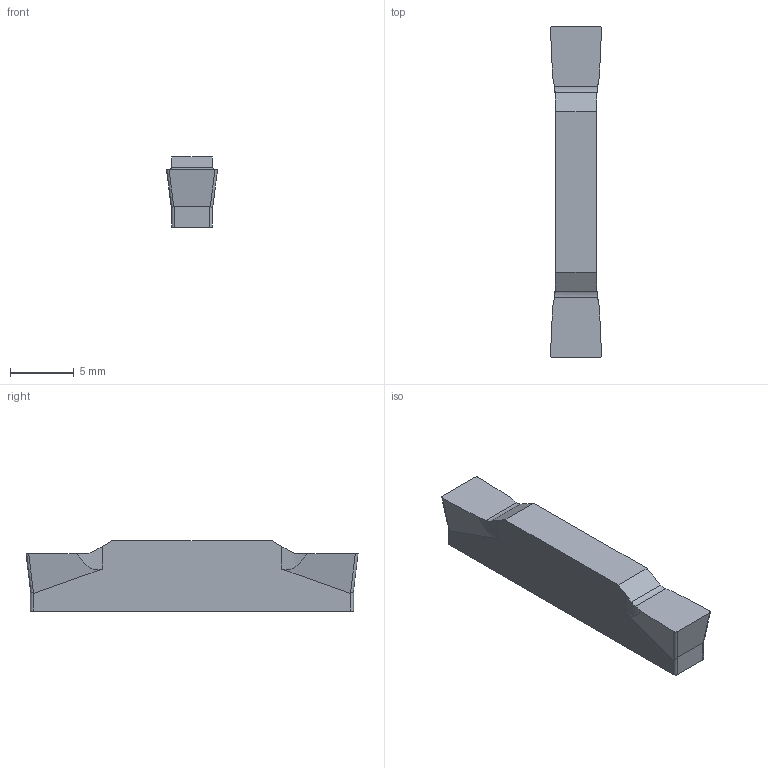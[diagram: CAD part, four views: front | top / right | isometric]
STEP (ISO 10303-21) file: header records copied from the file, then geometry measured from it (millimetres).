
FILE_DESCRIPTION((''),'2;1');
FILE_NAME('GY2M0400G020N','2021-02-26T14:32:47',('tlyac05'),('PTC Japan'),'CREO PARAMETRIC BY PTC INC, 2018500','CREO PARAMETRIC BY PTC INC, 2018500','');
FILE_SCHEMA(('AUTOMOTIVE_DESIGN { 1 0 10303 214 1 1 1 1 }'));
Length unit declared in the file: millimetre
Products named in the file (1): GY2M0400G020N
Bounding box: 4 x 26 x 5.5 mm (x, y, z)
Volume: 420.3 mm3; surface area: 460.1 mm2
Topology: 1 solids, 1 shells, 32 faces, 118 edges, 88 vertices
Faces by surface type: plane 16, cylinder 10, extrusion 4, bspline 2
Entity records: 2301 total; most frequent: CARTESIAN_POINT 581, ORIENTED_EDGE 180, PRESENTATION_STYLE_ASSIGNMENT 157, DIRECTION 146, STYLED_ITEM 125, CURVE_STYLE 124, EDGE_CURVE 90, FILL_AREA_STYLE_COLOUR 65
